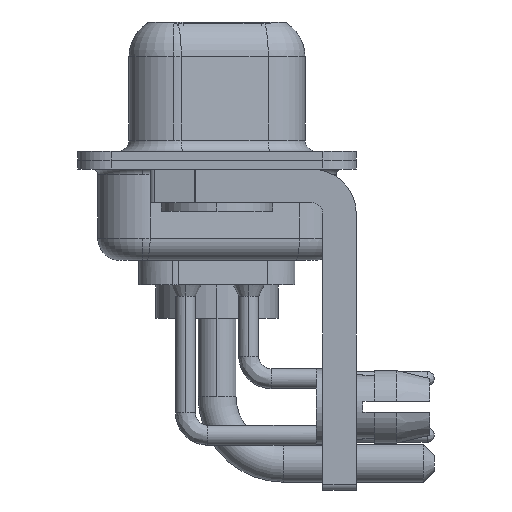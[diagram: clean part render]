
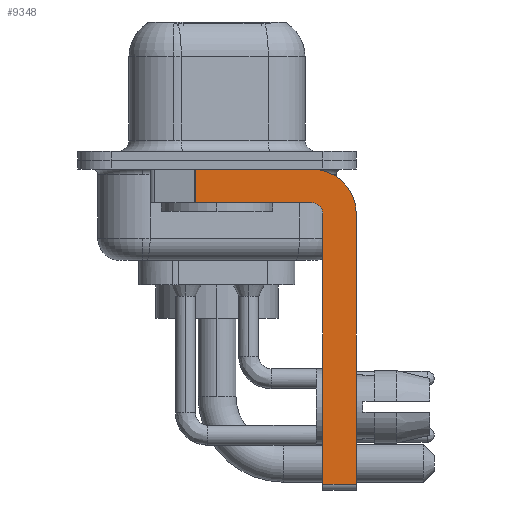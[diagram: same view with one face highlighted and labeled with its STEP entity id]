
A CAD part, left-side view. The second image highlights one B-rep face of the part: STEP entity #9348.
In plain terms, the highlighted planar face has unit normal (-1, 0, 0).
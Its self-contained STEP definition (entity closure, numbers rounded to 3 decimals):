
#182 = EDGE_CURVE ( 'NONE', #10231, #17825, #6872, .T. ) ;
#529 = VERTEX_POINT ( 'NONE', #17520 ) ;
#601 = CARTESIAN_POINT ( 'NONE',  ( -2.9, -4.25, -2.4 ) ) ;
#652 = DIRECTION ( 'NONE',  ( 0., 0., 1. ) ) ;
#674 = DIRECTION ( 'NONE',  ( 0., 1., 0. ) ) ;
#753 = EDGE_CURVE ( 'NONE', #11266, #529, #18853, .T. ) ;
#797 = ORIENTED_EDGE ( 'NONE', *, *, #5603, .T. ) ;
#846 = DIRECTION ( 'NONE',  ( 0., -1., 0. ) ) ;
#916 = DIRECTION ( 'NONE',  ( 1., 0., 0. ) ) ;
#1223 = ORIENTED_EDGE ( 'NONE', *, *, #1339, .F. ) ;
#1339 = EDGE_CURVE ( 'NONE', #529, #10231, #3209, .T. ) ;
#1583 = CARTESIAN_POINT ( 'NONE',  ( -2.9, 0.978, -1.9 ) ) ;
#1614 = AXIS2_PLACEMENT_3D ( 'NONE', #19570, #4974, #1778 ) ;
#1630 = DIRECTION ( 'NONE',  ( 0., 0., 1. ) ) ;
#1745 = ORIENTED_EDGE ( 'NONE', *, *, #753, .F. ) ;
#1778 = DIRECTION ( 'NONE',  ( 0., 0., -1. ) ) ;
#1843 = EDGE_CURVE ( 'NONE', #10789, #3515, #8694, .T. ) ;
#1957 = CARTESIAN_POINT ( 'NONE',  ( -2.9, -4.25, -14.55 ) ) ;
#1974 = ORIENTED_EDGE ( 'NONE', *, *, #182, .F. ) ;
#2076 = VECTOR ( 'NONE', #652, 1000. ) ;
#2728 = ORIENTED_EDGE ( 'NONE', *, *, #19657, .T. ) ;
#3209 = CIRCLE ( 'NONE', #18197, 2. ) ;
#3238 = EDGE_CURVE ( 'NONE', #7052, #10789, #7009, .T. ) ;
#3474 = VERTEX_POINT ( 'NONE', #14964 ) ;
#3515 = VERTEX_POINT ( 'NONE', #4360 ) ;
#3550 = DIRECTION ( 'NONE',  ( 0., -1., 0. ) ) ;
#4351 = CARTESIAN_POINT ( 'NONE',  ( -2.9, 3., -0.4 ) ) ;
#4360 = CARTESIAN_POINT ( 'NONE',  ( -2.9, 0.978, -1.9 ) ) ;
#4827 = VECTOR ( 'NONE', #20988, 1000. ) ;
#4965 = DIRECTION ( 'NONE',  ( 0., 0., -1. ) ) ;
#4974 = DIRECTION ( 'NONE',  ( 1., 0., 0. ) ) ;
#5603 = EDGE_CURVE ( 'NONE', #11266, #3515, #17895, .T. ) ;
#6638 = VECTOR ( 'NONE', #674, 1000. ) ;
#6872 = LINE ( 'NONE', #19560, #11017 ) ;
#7009 = CIRCLE ( 'NONE', #16905, 0.5 ) ;
#7052 = VERTEX_POINT ( 'NONE', #21001 ) ;
#8681 = CARTESIAN_POINT ( 'NONE',  ( -2.9, 0.978, -0.4 ) ) ;
#8694 = LINE ( 'NONE', #9108, #6638 ) ;
#8771 = LINE ( 'NONE', #19731, #2076 ) ;
#8952 = VECTOR ( 'NONE', #3550, 1000. ) ;
#9108 = CARTESIAN_POINT ( 'NONE',  ( -2.9, -4.25, -1.9 ) ) ;
#9348 = ADVANCED_FACE ( 'NONE', ( #13103 ), #11503, .F. ) ;
#9849 = DIRECTION ( 'NONE',  ( -1., 0., 0. ) ) ;
#9865 = LINE ( 'NONE', #1957, #8952 ) ;
#9909 = ORIENTED_EDGE ( 'NONE', *, *, #13219, .F. ) ;
#10231 = VERTEX_POINT ( 'NONE', #18038 ) ;
#10789 = VERTEX_POINT ( 'NONE', #16546 ) ;
#11017 = VECTOR ( 'NONE', #4965, 1000. ) ;
#11266 = VERTEX_POINT ( 'NONE', #8681 ) ;
#11503 = PLANE ( 'NONE',  #1614 ) ;
#13103 = FACE_OUTER_BOUND ( 'NONE', #18219, .T. ) ;
#13219 = EDGE_CURVE ( 'NONE', #3474, #7052, #8771, .T. ) ;
#14091 = VECTOR ( 'NONE', #846, 1000. ) ;
#14964 = CARTESIAN_POINT ( 'NONE',  ( -2.9, -4.75, -14.55 ) ) ;
#16546 = CARTESIAN_POINT ( 'NONE',  ( -2.9, -4.25, -1.9 ) ) ;
#16905 = AXIS2_PLACEMENT_3D ( 'NONE', #20282, #9849, #1630 ) ;
#17029 = CARTESIAN_POINT ( 'NONE',  ( -2.9, -6.25, -14.55 ) ) ;
#17254 = DIRECTION ( 'NONE',  ( 0., 0., -1. ) ) ;
#17520 = CARTESIAN_POINT ( 'NONE',  ( -2.9, -4.25, -0.4 ) ) ;
#17632 = ORIENTED_EDGE ( 'NONE', *, *, #1843, .F. ) ;
#17825 = VERTEX_POINT ( 'NONE', #17029 ) ;
#17895 = LINE ( 'NONE', #1583, #4827 ) ;
#18038 = CARTESIAN_POINT ( 'NONE',  ( -2.9, -6.25, -2.4 ) ) ;
#18197 = AXIS2_PLACEMENT_3D ( 'NONE', #601, #916, #17254 ) ;
#18219 = EDGE_LOOP ( 'NONE', ( #1745, #797, #17632, #20684, #9909, #2728, #1974, #1223 ) ) ;
#18853 = LINE ( 'NONE', #4351, #14091 ) ;
#19560 = CARTESIAN_POINT ( 'NONE',  ( -2.9, -6.25, -2.4 ) ) ;
#19570 = CARTESIAN_POINT ( 'NONE',  ( -2.9, -4.25, -2.4 ) ) ;
#19657 = EDGE_CURVE ( 'NONE', #3474, #17825, #9865, .T. ) ;
#19731 = CARTESIAN_POINT ( 'NONE',  ( -2.9, -4.75, -14.8 ) ) ;
#20282 = CARTESIAN_POINT ( 'NONE',  ( -2.9, -4.25, -2.4 ) ) ;
#20684 = ORIENTED_EDGE ( 'NONE', *, *, #3238, .F. ) ;
#20988 = DIRECTION ( 'NONE',  ( 0., 0., -1. ) ) ;
#21001 = CARTESIAN_POINT ( 'NONE',  ( -2.9, -4.75, -2.4 ) ) ;
